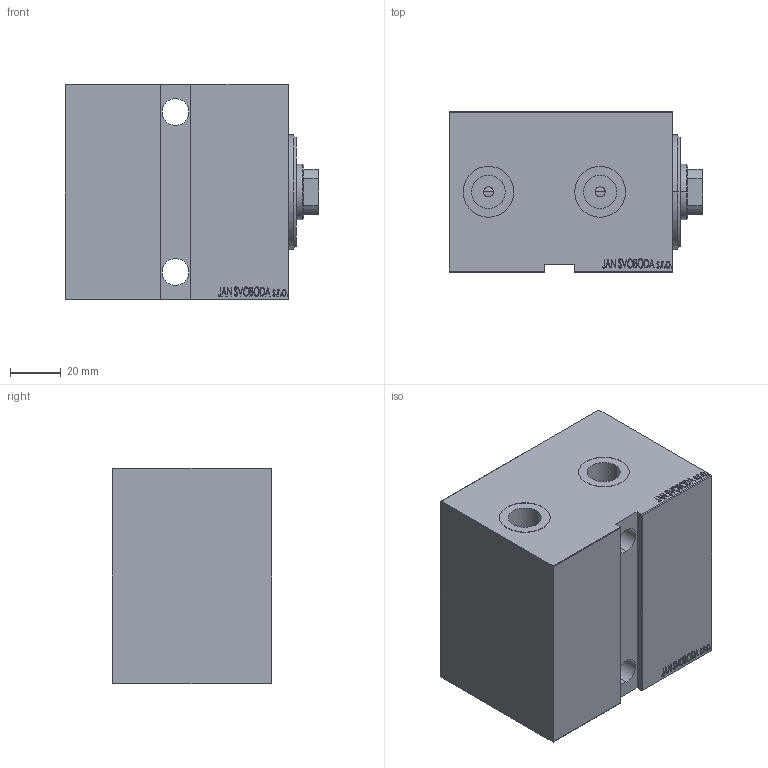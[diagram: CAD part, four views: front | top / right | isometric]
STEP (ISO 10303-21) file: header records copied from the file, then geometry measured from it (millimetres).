
FILE_DESCRIPTION (( 'STEP AP203' ), '1' );
FILE_NAME ('9717.STEP', '2021-03-19T09:17:48', ( '' ), ( '' ), 'SwSTEP 2.0', 'SolidWorks 2019', '' );
FILE_SCHEMA (( 'CONFIG_CONTROL_DESIGN' ));
Length unit declared in the file: millimetre
Products named in the file (4): V450CM_E ba62906f81a7ac6ef6e9dc8e7a85e67e; 9717; V450CM_E_VCP ba62906f81a7ac6ef6e9dc8e7a85e67e; V450CM_VC_B ba62906f81a7ac6ef6e9dc8e7a85e67e
Assembly tree (3 placements, depth 2):
  9717
    V450CM_E ba62906f81a7ac6ef6e9dc8e7a85e67e
    V450CM_E_VCP ba62906f81a7ac6ef6e9dc8e7a85e67e
    V450CM_VC_B ba62906f81a7ac6ef6e9dc8e7a85e67e
Bounding box: 100 x 63 x 85 mm (x, y, z)
Volume: 421362.1 mm3; surface area: 70873.1 mm2
Topology: 3 solids, 3 shells, 849 faces, 2186 edges, 1449 vertices
Faces by surface type: plane 409, bspline 380, cylinder 46, cone 14
Entity records: 43032 total; most frequent: CARTESIAN_POINT 24456, ORIENTED_EDGE 4368, DIRECTION 2466, EDGE_CURVE 2184, VERTEX_POINT 1449, VECTOR 1308, LINE 1308, EDGE_LOOP 967
